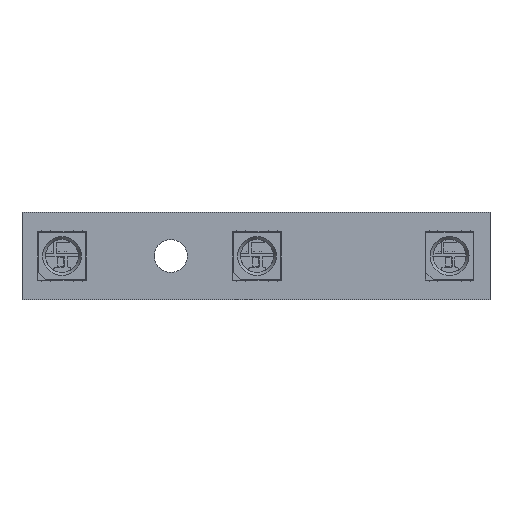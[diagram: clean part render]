
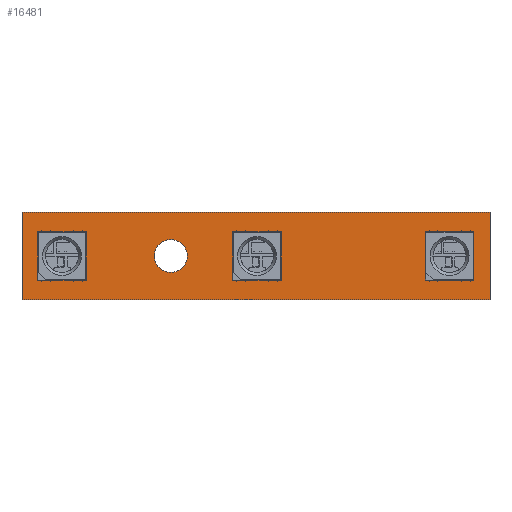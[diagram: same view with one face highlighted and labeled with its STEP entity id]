
A CAD part, top view. The second image highlights one B-rep face of the part: STEP entity #16481.
In plain terms, the highlighted planar face has unit normal (0, 0, 1).
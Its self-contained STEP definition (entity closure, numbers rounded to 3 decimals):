
#16481=ADVANCED_FACE('',(#18123,#18125),#18127,.F.);
#18123=FACE_BOUND('',#18124,.T.);
#18124=EDGE_LOOP('',(#19244,#19245,#19246,#19247));
#18125=FACE_BOUND('',#18126,.T.);
#18126=EDGE_LOOP('',(#19248));
#18127=PLANE('',#18128);
#18128=AXIS2_PLACEMENT_3D('',#18129,#18130,#18131);
#18129=CARTESIAN_POINT('',(120.78,-99.723,1.6));
#18130=DIRECTION('',(-0.,-0.,-1.));
#18131=DIRECTION('',(-1.,0.,0.));
#19244=ORIENTED_EDGE('',*,*,#19799,.F.);
#19245=ORIENTED_EDGE('',*,*,#19802,.F.);
#19246=ORIENTED_EDGE('',*,*,#19805,.F.);
#19247=ORIENTED_EDGE('',*,*,#19795,.F.);
#19248=ORIENTED_EDGE('',*,*,#19807,.F.);
#19795=EDGE_CURVE('',#20691,#20692,#20693,.T.);
#19799=EDGE_CURVE('',#20699,#20691,#20700,.T.);
#19802=EDGE_CURVE('',#20704,#20699,#20705,.T.);
#19805=EDGE_CURVE('',#20692,#20704,#20709,.T.);
#19807=EDGE_CURVE('',#20711,#20711,#20712,.T.);
#20691=VERTEX_POINT('',#22837);
#20692=VERTEX_POINT('',#22838);
#20693=LINE('',#22839,#22840);
#20699=VERTEX_POINT('',#22853);
#20700=LINE('',#22854,#22855);
#20704=VERTEX_POINT('',#22864);
#20705=LINE('',#22865,#22866);
#20709=LINE('',#22875,#22876);
#20711=VERTEX_POINT('',#22881);
#20712=CIRCLE('',#22882,1.7);
#22837=CARTESIAN_POINT('',(70.25,-139.,1.6));
#22838=CARTESIAN_POINT('',(118.25,-139.,1.6));
#22839=CARTESIAN_POINT('',(70.25,-139.,1.6));
#22840=VECTOR('',#22841,1.);
#22841=DIRECTION('',(1.,0.,0.));
#22853=CARTESIAN_POINT('',(70.25,-148.,1.6));
#22854=CARTESIAN_POINT('',(70.25,-148.,1.6));
#22855=VECTOR('',#22856,1.);
#22856=DIRECTION('',(0.,1.,0.));
#22864=CARTESIAN_POINT('',(118.25,-148.,1.6));
#22865=CARTESIAN_POINT('',(118.25,-148.,1.6));
#22866=VECTOR('',#22867,1.);
#22867=DIRECTION('',(-1.,0.,0.));
#22875=CARTESIAN_POINT('',(118.25,-139.,1.6));
#22876=VECTOR('',#22877,1.);
#22877=DIRECTION('',(0.,-1.,0.));
#22881=CARTESIAN_POINT('',(87.2,-143.5,1.6));
#22882=AXIS2_PLACEMENT_3D('',#22883,#22884,#22885);
#22883=CARTESIAN_POINT('',(85.5,-143.5,1.6));
#22884=DIRECTION('',(0.,0.,1.));
#22885=DIRECTION('',(1.,0.,-0.));
